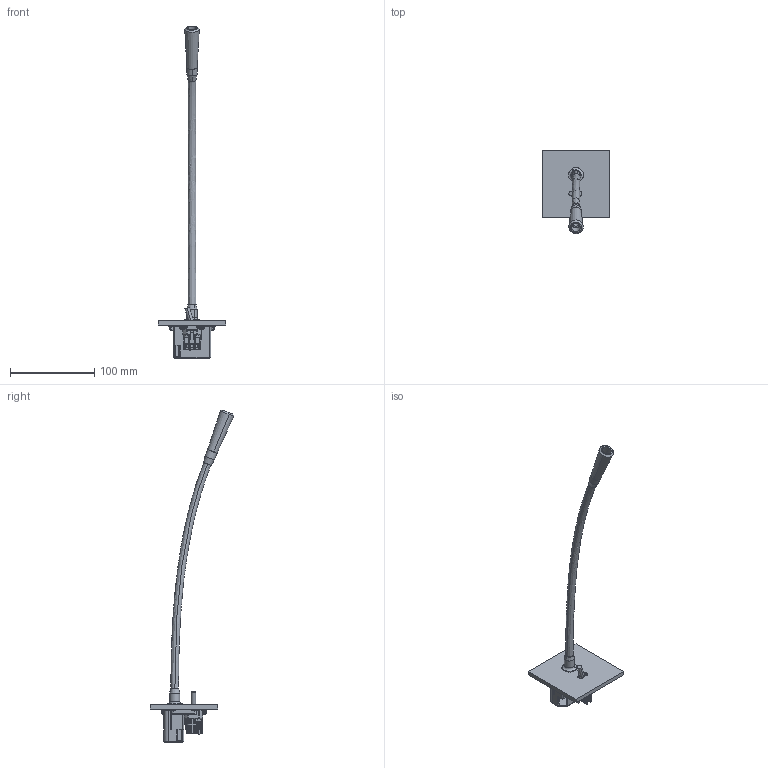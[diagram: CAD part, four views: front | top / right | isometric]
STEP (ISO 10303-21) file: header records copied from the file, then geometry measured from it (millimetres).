
FILE_DESCRIPTION(('CATIA V5 STEP Exchange','CAx-IF Rec.Pracs.--- Model Styling and Organization---1.5--- 2016-08-15','CAx-IF Rec.Pracs.---Supplemental Geometry---1.0---2011-11-01','CAx-IF Rec.Pracs.--- Composite Materials ---1.1---2010-07-15'),'2;1');
FILE_NAME('67341s.stp','2024-12-13T09:23:32+00:00',('none'),('none'),'CATIA Version 5-6 Release 2020 SP5','CATIA V5 STEP AP214 v2','none');
FILE_SCHEMA(('AUTOMOTIVE_DESIGN { 1 0 10303 214 1 1 1 1 }'));
Products named in the file (1): T001696_A
Bounding box: 80 x 99.07 x 393 mm (x, y, z)
Volume: 50658.6 mm3; surface area: 69804.7 mm2
Topology: 19 solids, 1155 shells, 3233 faces, 12578 edges, 10496 vertices
Faces by surface type: plane 1421, cylinder 821, cone 480, bspline 405, torus 69, sphere 35, extrusion 2
Entity records: 158768 total; most frequent: CARTESIAN_POINT 64619, ORIENTED_EDGE 18106, DIRECTION 13305, EDGE_CURVE 12511, VERTEX_POINT 10496, VECTOR 7145, LINE 7143, B_SPLINE_CURVE_WITH_KNOTS 4237
